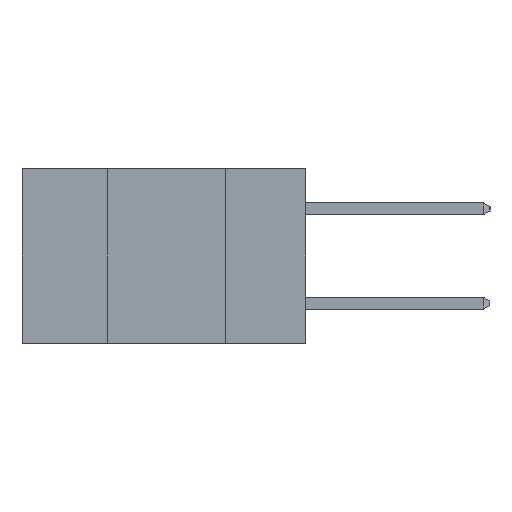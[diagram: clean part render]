
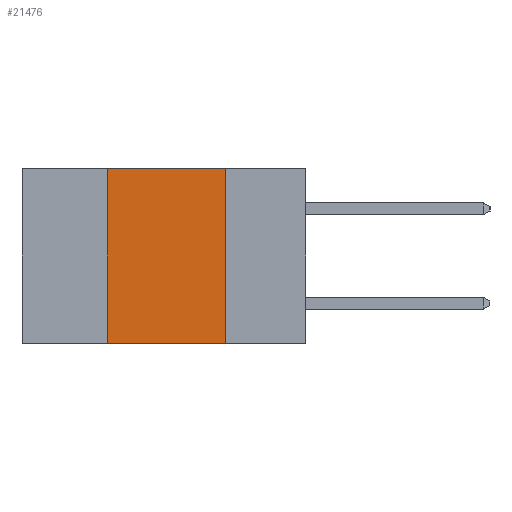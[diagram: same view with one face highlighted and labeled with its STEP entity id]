
A CAD part, left-side view. The second image highlights one B-rep face of the part: STEP entity #21476.
In plain terms, the highlighted planar face has unit normal (-1, 0, 0).
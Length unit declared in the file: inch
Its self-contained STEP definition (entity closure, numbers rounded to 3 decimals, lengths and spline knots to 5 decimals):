
#370 = VERTEX_POINT ( 'NONE', #10067 ) ;
#1090 = VERTEX_POINT ( 'NONE', #1673 ) ;
#1673 = CARTESIAN_POINT ( 'NONE',  ( 0., 0.17, 0. ) ) ;
#1794 = EDGE_CURVE ( 'NONE', #18355, #1090, #6849, .T. ) ;
#2693 = VECTOR ( 'NONE', #19035, 39.37008 ) ;
#2728 = PLANE ( 'NONE',  #10526 ) ;
#2942 = DIRECTION ( 'NONE',  ( 0., 0., -1. ) ) ;
#2958 = EDGE_CURVE ( 'NONE', #1090, #9168, #13276, .T. ) ;
#3348 = ORIENTED_EDGE ( 'NONE', *, *, #5320, .T. ) ;
#3577 = VECTOR ( 'NONE', #7459, 39.37008 ) ;
#4426 = CARTESIAN_POINT ( 'NONE',  ( 0., 0.17, -0.37 ) ) ;
#5320 = EDGE_CURVE ( 'NONE', #370, #9168, #15597, .T. ) ;
#5434 = CARTESIAN_POINT ( 'NONE',  ( 0., 0.6, 0. ) ) ;
#6496 = EDGE_CURVE ( 'NONE', #370, #18355, #7171, .T. ) ;
#6849 = LINE ( 'NONE', #5434, #2693 ) ;
#7171 = LINE ( 'NONE', #17730, #3577 ) ;
#7459 = DIRECTION ( 'NONE',  ( 0., 0., 1. ) ) ;
#8063 = DIRECTION ( 'NONE',  ( 0., 0., -1. ) ) ;
#8744 = CARTESIAN_POINT ( 'NONE',  ( 0., 0.42, 0. ) ) ;
#9168 = VERTEX_POINT ( 'NONE', #18025 ) ;
#9735 = CARTESIAN_POINT ( 'NONE',  ( 0., 0.6, 0. ) ) ;
#9978 = ORIENTED_EDGE ( 'NONE', *, *, #2958, .F. ) ;
#10067 = CARTESIAN_POINT ( 'NONE',  ( 0., 0.42, -0.37 ) ) ;
#10526 = AXIS2_PLACEMENT_3D ( 'NONE', #9735, #18330, #8063 ) ;
#11116 = DIRECTION ( 'NONE',  ( 0., -1., 0. ) ) ;
#11728 = ORIENTED_EDGE ( 'NONE', *, *, #6496, .F. ) ;
#13276 = LINE ( 'NONE', #4426, #21934 ) ;
#13283 = EDGE_LOOP ( 'NONE', ( #9978, #17618, #11728, #3348 ) ) ;
#15597 = LINE ( 'NONE', #19661, #16670 ) ;
#16670 = VECTOR ( 'NONE', #11116, 39.37008 ) ;
#17618 = ORIENTED_EDGE ( 'NONE', *, *, #1794, .F. ) ;
#17730 = CARTESIAN_POINT ( 'NONE',  ( 0., 0.42, -0.37 ) ) ;
#18025 = CARTESIAN_POINT ( 'NONE',  ( 0., 0.17, -0.37 ) ) ;
#18330 = DIRECTION ( 'NONE',  ( 1., 0., 0. ) ) ;
#18355 = VERTEX_POINT ( 'NONE', #8744 ) ;
#19035 = DIRECTION ( 'NONE',  ( 0., -1., 0. ) ) ;
#19661 = CARTESIAN_POINT ( 'NONE',  ( 0., 0.6, -0.37 ) ) ;
#21476 = ADVANCED_FACE ( 'NONE', ( #21603 ), #2728, .F. ) ;
#21603 = FACE_OUTER_BOUND ( 'NONE', #13283, .T. ) ;
#21934 = VECTOR ( 'NONE', #2942, 39.37008 ) ;
